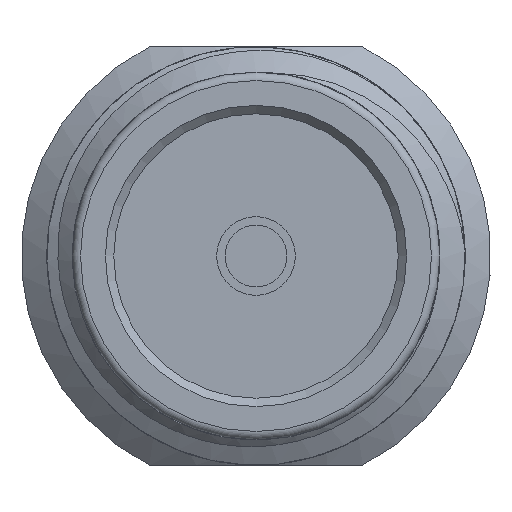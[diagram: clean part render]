
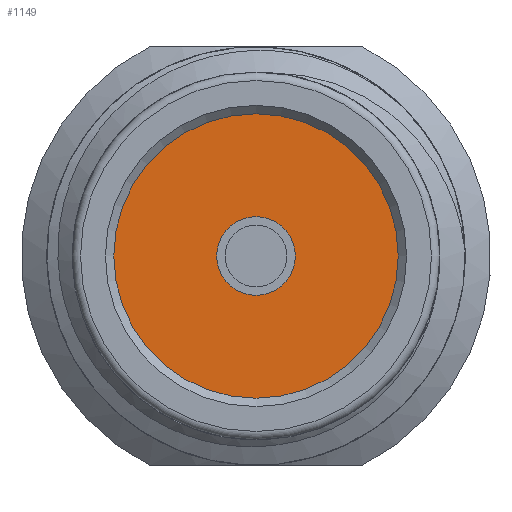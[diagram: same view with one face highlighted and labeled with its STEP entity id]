
A CAD part, left-side view. The second image highlights one B-rep face of the part: STEP entity #1149.
In plain terms, the highlighted planar face has unit normal (-1, 0, 0).
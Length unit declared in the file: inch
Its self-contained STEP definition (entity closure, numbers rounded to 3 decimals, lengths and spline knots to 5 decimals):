
#16 = EDGE_LOOP ( 'NONE', ( #2329 ) ) ;
#296 = CARTESIAN_POINT ( 'NONE',  ( 0.08631, 0., 0.0235 ) ) ;
#521 = CARTESIAN_POINT ( 'NONE',  ( 0.08631, 0., 0.085 ) ) ;
#559 = ORIENTED_EDGE ( 'NONE', *, *, #2769, .T. ) ;
#796 = CARTESIAN_POINT ( 'NONE',  ( 0.08631, 0., 0. ) ) ;
#830 = DIRECTION ( 'NONE',  ( -1., 0., 0. ) ) ;
#982 = CIRCLE ( 'NONE', #1239, 0.0235 ) ;
#1034 = VERTEX_POINT ( 'NONE', #296 ) ;
#1085 = VERTEX_POINT ( 'NONE', #521 ) ;
#1117 = PLANE ( 'NONE',  #2427 ) ;
#1149 = ADVANCED_FACE ( 'NONE', ( #1584, #2069 ), #1117, .T. ) ;
#1167 = CARTESIAN_POINT ( 'NONE',  ( 0.08631, 0., 0. ) ) ;
#1192 = EDGE_LOOP ( 'NONE', ( #559 ) ) ;
#1239 = AXIS2_PLACEMENT_3D ( 'NONE', #796, #830, #1579 ) ;
#1340 = DIRECTION ( 'NONE',  ( 0., 0., 1. ) ) ;
#1579 = DIRECTION ( 'NONE',  ( 0., 0., 1. ) ) ;
#1584 = FACE_BOUND ( 'NONE', #16, .T. ) ;
#1604 = DIRECTION ( 'NONE',  ( 0., 0., 1. ) ) ;
#2069 = FACE_OUTER_BOUND ( 'NONE', #1192, .T. ) ;
#2115 = EDGE_CURVE ( 'NONE', #1034, #1034, #982, .T. ) ;
#2329 = ORIENTED_EDGE ( 'NONE', *, *, #2115, .F. ) ;
#2349 = DIRECTION ( 'NONE',  ( -1., 0., 0. ) ) ;
#2427 = AXIS2_PLACEMENT_3D ( 'NONE', #3038, #2349, #1340 ) ;
#2471 = AXIS2_PLACEMENT_3D ( 'NONE', #1167, #2648, #1604 ) ;
#2648 = DIRECTION ( 'NONE',  ( -1., 0., 0. ) ) ;
#2740 = CIRCLE ( 'NONE', #2471, 0.085 ) ;
#2769 = EDGE_CURVE ( 'NONE', #1085, #1085, #2740, .T. ) ;
#3038 = CARTESIAN_POINT ( 'NONE',  ( 0.08631, 0., 0. ) ) ;
